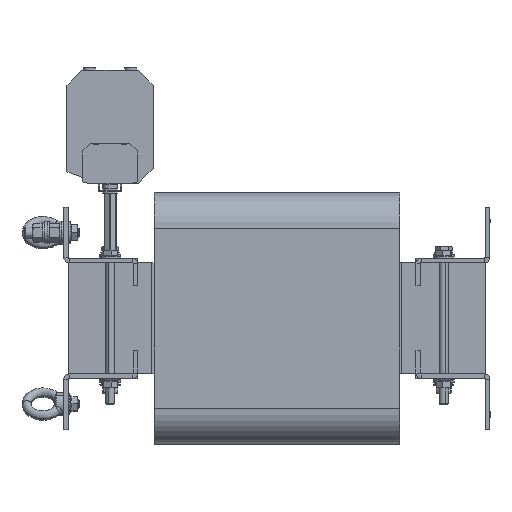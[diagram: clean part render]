
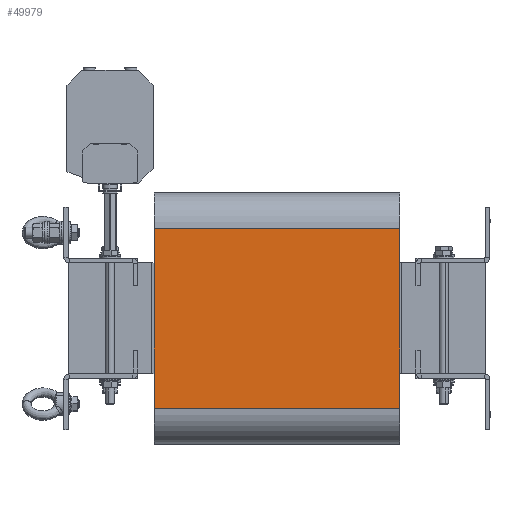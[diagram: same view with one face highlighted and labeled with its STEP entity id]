
A CAD part, left-side view. The second image highlights one B-rep face of the part: STEP entity #49979.
In plain terms, the highlighted planar face has unit normal (-1, 0, 0).
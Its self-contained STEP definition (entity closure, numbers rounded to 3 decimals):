
#3105 = EDGE_LOOP ( 'NONE', ( #54195, #40782, #57883, #34209 ) ) ;
#3701 = VECTOR ( 'NONE', #50091, 1000. ) ;
#5549 = CARTESIAN_POINT ( 'NONE',  ( -265., 132.5, -97. ) ) ;
#5602 = DIRECTION ( 'NONE',  ( -1., 0., 0. ) ) ;
#6165 = VERTEX_POINT ( 'NONE', #44452 ) ;
#7390 = DIRECTION ( 'NONE',  ( 0., 0., -1. ) ) ;
#9200 = CARTESIAN_POINT ( 'NONE',  ( -265., 132.5, 97. ) ) ;
#13617 = AXIS2_PLACEMENT_3D ( 'NONE', #32647, #5602, #28270 ) ;
#18591 = LINE ( 'NONE', #21368, #55216 ) ;
#20090 = VECTOR ( 'NONE', #30273, 1000. ) ;
#21368 = CARTESIAN_POINT ( 'NONE',  ( -265., -132.5, 0. ) ) ;
#22542 = VERTEX_POINT ( 'NONE', #38348 ) ;
#24000 = EDGE_CURVE ( 'Defeature ausgef�hrt1_32+Defeature ausgef�hrt1_24+Defeature ausgef�hrt1_33+Defeature ausgef�hrt1_31', #43530, #22542, #24137, .T. ) ;
#24137 = LINE ( 'NONE', #54845, #46663 ) ;
#27040 = EDGE_CURVE ( 'Defeature ausgef�hrt1_25+Defeature ausgef�hrt1_32+Defeature ausgef�hrt1_33+Defeature ausgef�hrt1_31', #45754, #6165, #18591, .T. ) ;
#28270 = DIRECTION ( 'NONE',  ( 0., 0., 1. ) ) ;
#30273 = DIRECTION ( 'NONE',  ( 0., -1., 0. ) ) ;
#31470 = CARTESIAN_POINT ( 'NONE',  ( -265., 132.5, 97. ) ) ;
#31941 = FACE_OUTER_BOUND ( 'NONE', #3105, .T. ) ;
#32647 = CARTESIAN_POINT ( 'NONE',  ( -265., 132.5, 0. ) ) ;
#34209 = ORIENTED_EDGE ( 'NONE', *, *, #54154, .T. ) ;
#34949 = LINE ( 'NONE', #31470, #20090 ) ;
#37340 = DIRECTION ( 'NONE',  ( 0., 0., -1. ) ) ;
#38348 = CARTESIAN_POINT ( 'NONE',  ( -265., 132.5, -97. ) ) ;
#38820 = CARTESIAN_POINT ( 'NONE',  ( -265., -132.5, 97. ) ) ;
#40782 = ORIENTED_EDGE ( 'NONE', *, *, #58020, .F. ) ;
#41046 = LINE ( 'NONE', #5549, #3701 ) ;
#43530 = VERTEX_POINT ( 'NONE', #9200 ) ;
#44452 = CARTESIAN_POINT ( 'NONE',  ( -265., -132.5, -97. ) ) ;
#45754 = VERTEX_POINT ( 'NONE', #38820 ) ;
#46663 = VECTOR ( 'NONE', #37340, 1000. ) ;
#49979 = ADVANCED_FACE ( 'Defeature ausgef�hrt1_32', ( #31941 ), #55225, .T. ) ;
#50091 = DIRECTION ( 'NONE',  ( 0., -1., 0. ) ) ;
#54154 = EDGE_CURVE ( 'Defeature ausgef�hrt1_32+Defeature ausgef�hrt1_31+Defeature ausgef�hrt1_24+Defeature ausgef�hrt1_25', #22542, #6165, #41046, .T. ) ;
#54195 = ORIENTED_EDGE ( 'NONE', *, *, #27040, .F. ) ;
#54845 = CARTESIAN_POINT ( 'NONE',  ( -265., 132.5, 0. ) ) ;
#55216 = VECTOR ( 'NONE', #7390, 1000. ) ;
#55225 = PLANE ( 'NONE',  #13617 ) ;
#57883 = ORIENTED_EDGE ( 'NONE', *, *, #24000, .T. ) ;
#58020 = EDGE_CURVE ( 'Defeature ausgef�hrt1_33+Defeature ausgef�hrt1_32+Defeature ausgef�hrt1_24+Defeature ausgef�hrt1_25', #43530, #45754, #34949, .T. ) ;
